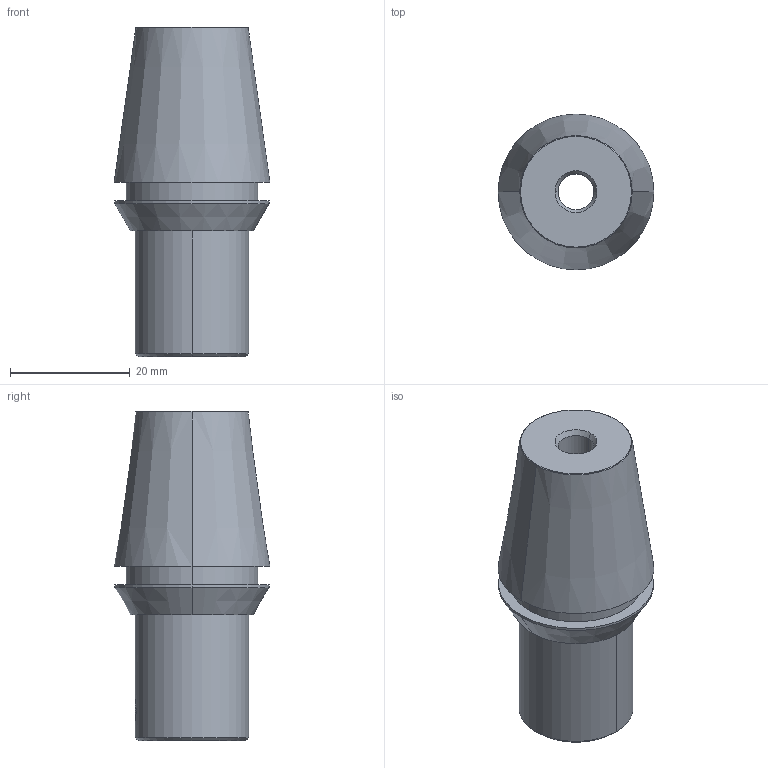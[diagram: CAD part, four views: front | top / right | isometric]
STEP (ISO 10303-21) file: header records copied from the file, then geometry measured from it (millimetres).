
FILE_DESCRIPTION(('no description'),'unknown implementation level');
FILE_NAME('7933F6B0-601F-4A46-8D58-DEC7142D3186_export.stp',' ',('CIMSOURCE GmbH'),('CADClick - KiM GmbH - www.kimweb.de'),'unknown preprocess','ACIS','unknown authorization');
FILE_SCHEMA(('automotive_design'));
Length unit declared in the file: millimetre
Products named in the file (2): 335.130 Kaiser ER- Adapter ER25xCKB1x50 DIN 6499B|690.431 Kaiser ETL M4 X 5 CK1;Schnitt-Linear austragen1; 335.130 Kaiser ER- Adapter ER25xCKB1x50 DIN 6499B|335.130 Kaiser ER- Adapter ER25xCKB1x50 DIN 6499B;<N241.12 Aufnahme CKB1>-< Schleifen CK-Aufnahme>
Bounding box: 26 x 26 x 55 mm (x, y, z)
Volume: 16912.7 mm3; surface area: 5936 mm2
Topology: 2 solids, 2 shells, 81 faces, 190 edges, 113 vertices
Faces by surface type: cone 32, plane 29, cylinder 20
Entity records: 4651 total; most frequent: CARTESIAN_POINT 567, DIRECTION 422, STYLED_ITEM 384, PRESENTATION_STYLE_ASSIGNMENT 384, COLOUR_RGB 384, ORIENTED_EDGE 376, EDGE_CURVE 188, CURVE_STYLE 188
